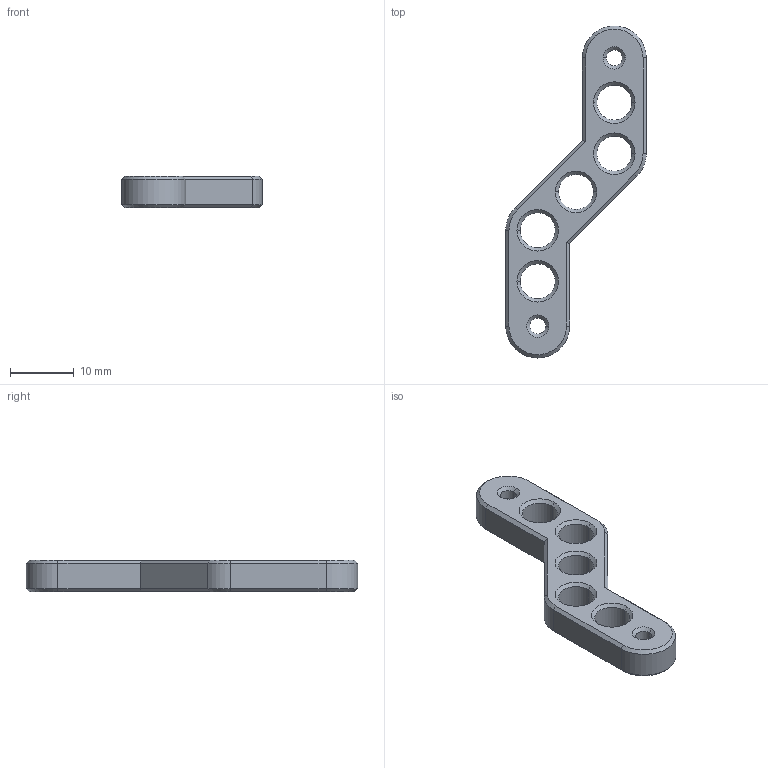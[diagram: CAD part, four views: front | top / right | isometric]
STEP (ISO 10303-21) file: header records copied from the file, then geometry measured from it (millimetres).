
FILE_DESCRIPTION (( 'STEP AP214' ), '1' );
FILE_NAME ('crosslinkP1aSTEEL.STEP', '2025-01-21T01:13:06', ( '' ), ( '' ), 'SwSTEP 2.0', 'SolidWorks 2025', '' );
FILE_SCHEMA (( 'AUTOMOTIVE_DESIGN' ));
Length unit declared in the file: millimetre
Products named in the file (1): crosslinkP1aSTEEL
Bounding box: 22 x 52 x 5 mm (x, y, z)
Volume: 1919 mm3; surface area: 1894.2 mm2
Topology: 1 solids, 1 shells, 80 faces, 180 edges, 104 vertices
Faces by surface type: cone 36, cylinder 22, plane 22
Entity records: 2251 total; most frequent: DIRECTION 422, CARTESIAN_POINT 365, ORIENTED_EDGE 360, EDGE_CURVE 180, AXIS2_PLACEMENT_3D 161, VERTEX_POINT 104, LINE 100, VECTOR 100
